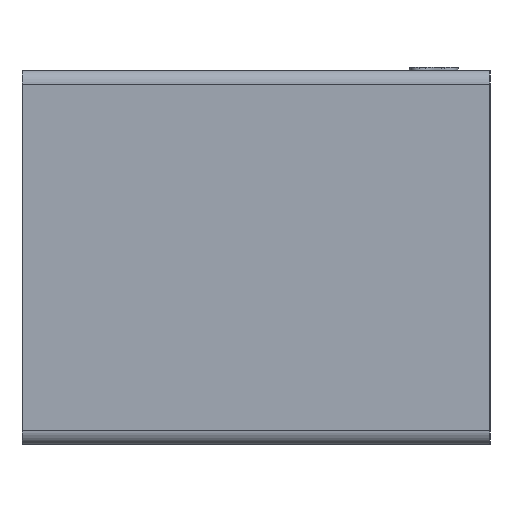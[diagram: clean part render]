
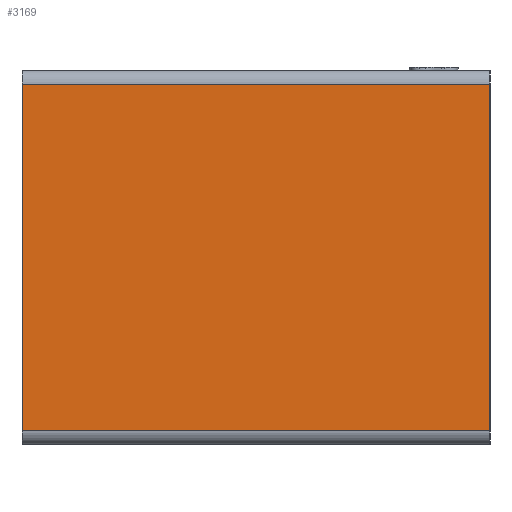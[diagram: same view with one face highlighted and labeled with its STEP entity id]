
A CAD part, left-side view. The second image highlights one B-rep face of the part: STEP entity #3169.
In plain terms, the highlighted planar face has unit normal (-1, 0, 0).
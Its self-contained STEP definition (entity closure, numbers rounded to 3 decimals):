
#259=FACE_OUTER_BOUND('',#443,.T.);
#443=EDGE_LOOP('',(#2217,#2218,#2219,#2220));
#679=LINE('',#4625,#1005);
#687=LINE('',#4649,#1013);
#705=LINE('',#4691,#1031);
#706=LINE('',#4694,#1032);
#1005=VECTOR('',#3790,10.);
#1013=VECTOR('',#3808,10.);
#1031=VECTOR('',#3852,10.);
#1032=VECTOR('',#3857,10.);
#1327=VERTEX_POINT('',#4623);
#1328=VERTEX_POINT('',#4624);
#1339=VERTEX_POINT('',#4648);
#1350=VERTEX_POINT('',#4690);
#1651=EDGE_CURVE('',#1327,#1328,#679,.T.);
#1663=EDGE_CURVE('',#1339,#1328,#687,.T.);
#1684=EDGE_CURVE('',#1327,#1350,#705,.T.);
#1686=EDGE_CURVE('',#1339,#1350,#706,.T.);
#2217=ORIENTED_EDGE('',*,*,#1684,.F.);
#2218=ORIENTED_EDGE('',*,*,#1651,.T.);
#2219=ORIENTED_EDGE('',*,*,#1663,.F.);
#2220=ORIENTED_EDGE('',*,*,#1686,.T.);
#3055=PLANE('',#3502);
#3169=ADVANCED_FACE('',(#259),#3055,.F.);
#3502=AXIS2_PLACEMENT_3D('',#4693,#3855,#3856);
#3790=DIRECTION('',(0.,0.,1.));
#3808=DIRECTION('',(0.,-1.,0.));
#3852=DIRECTION('',(0.,1.,0.));
#3855=DIRECTION('center_axis',(1.,0.,0.));
#3856=DIRECTION('ref_axis',(0.,0.,-1.));
#3857=DIRECTION('',(0.,0.,-1.));
#4623=CARTESIAN_POINT('',(-0.5,-0.25,0.015));
#4624=CARTESIAN_POINT('',(-0.5,-0.25,0.385));
#4625=CARTESIAN_POINT('',(-0.5,-0.25,0.385));
#4648=CARTESIAN_POINT('',(-0.5,0.25,0.385));
#4649=CARTESIAN_POINT('',(-0.5,0.,0.385));
#4690=CARTESIAN_POINT('',(-0.5,0.25,0.015));
#4691=CARTESIAN_POINT('',(-0.5,0.,0.015));
#4693=CARTESIAN_POINT('Origin',(-0.5,0.,0.385));
#4694=CARTESIAN_POINT('',(-0.5,0.25,0.385));
